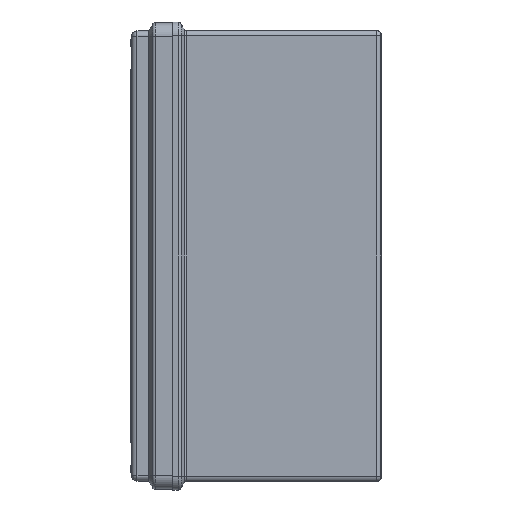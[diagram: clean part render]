
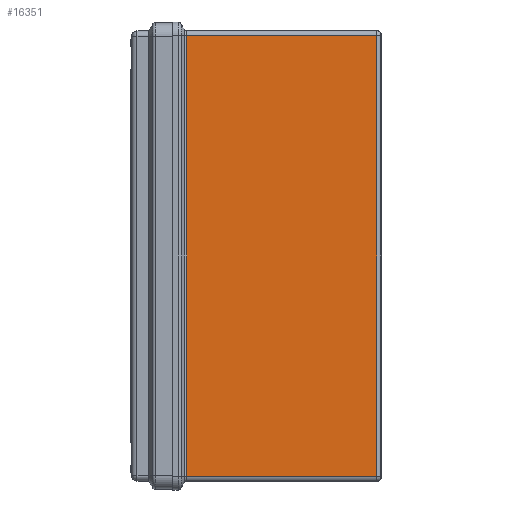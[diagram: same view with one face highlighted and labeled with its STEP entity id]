
A CAD part, left-side view. The second image highlights one B-rep face of the part: STEP entity #16351.
In plain terms, the highlighted planar face has unit normal (-1, 0, 0).
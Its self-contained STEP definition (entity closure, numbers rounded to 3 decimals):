
#4377 = EDGE_CURVE ( 'NONE', #62247, #62249, #25975, .T. ) ;
#4378 = EDGE_CURVE ( 'NONE', #62249, #62352, #25971, .T. ) ;
#4379 = EDGE_CURVE ( 'NONE', #62352, #62223, #25963, .T. ) ;
#4380 = EDGE_CURVE ( 'NONE', #62223, #62247, #25960, .T. ) ;
#16351 = ADVANCED_FACE ( 'NONE', ( #42276 ), #42277, .T. ) ;
#25958 = DIRECTION ( 'NONE',  ( 0., 0., -1. ) ) ;
#25959 = CARTESIAN_POINT ( 'NONE',  ( -82.1, -5.083, -82.1 ) ) ;
#25960 = LINE ( 'NONE', #25959, #69812 ) ;
#25961 = DIRECTION ( 'NONE',  ( 0., 1., 0. ) ) ;
#25962 = CARTESIAN_POINT ( 'NONE',  ( -82.1, -75.81, 80.3 ) ) ;
#25963 = LINE ( 'NONE', #25962, #69811 ) ;
#25964 = DIRECTION ( 'NONE',  ( 0., 0., 1. ) ) ;
#25965 = CARTESIAN_POINT ( 'NONE',  ( -82.1, -74.31, 80.3 ) ) ;
#25966 = DIRECTION ( 'NONE',  ( 0., -1., 0. ) ) ;
#25971 = LINE ( 'NONE', #25965, #69805 ) ;
#25975 = LINE ( 'NONE', #25989, #69807 ) ;
#25989 = CARTESIAN_POINT ( 'NONE',  ( -82.1, -75.81, -80.3 ) ) ;
#36550 = CARTESIAN_POINT ( 'NONE',  ( -82.1, -5.083, 80.3 ) ) ;
#36565 = CARTESIAN_POINT ( 'NONE',  ( -82.1, -5.083, -80.3 ) ) ;
#36566 = CARTESIAN_POINT ( 'NONE',  ( -82.1, -74.31, -80.3 ) ) ;
#36603 = CARTESIAN_POINT ( 'NONE',  ( -82.1, -74.31, 80.3 ) ) ;
#42269 = CARTESIAN_POINT ( 'NONE',  ( -82.1, -75.81, -82.1 ) ) ;
#42276 = FACE_OUTER_BOUND ( 'NONE', #62181, .T. ) ;
#42277 = PLANE ( 'NONE',  #70533 ) ;
#42280 = DIRECTION ( 'NONE',  ( -1., 0., 0. ) ) ;
#42281 = DIRECTION ( 'NONE',  ( 0., 0., 1. ) ) ;
#62181 = EDGE_LOOP ( 'NONE', ( #66234, #64140, #64194, #64261 ) ) ;
#62223 = VERTEX_POINT ( 'NONE', #36550 ) ;
#62247 = VERTEX_POINT ( 'NONE', #36565 ) ;
#62249 = VERTEX_POINT ( 'NONE', #36566 ) ;
#62352 = VERTEX_POINT ( 'NONE', #36603 ) ;
#64140 = ORIENTED_EDGE ( 'NONE', *, *, #4378, .T. ) ;
#64194 = ORIENTED_EDGE ( 'NONE', *, *, #4379, .T. ) ;
#64261 = ORIENTED_EDGE ( 'NONE', *, *, #4380, .T. ) ;
#66234 = ORIENTED_EDGE ( 'NONE', *, *, #4377, .T. ) ;
#69805 = VECTOR ( 'NONE', #25964, 1000. ) ;
#69807 = VECTOR ( 'NONE', #25966, 1000. ) ;
#69811 = VECTOR ( 'NONE', #25961, 1000. ) ;
#69812 = VECTOR ( 'NONE', #25958, 1000. ) ;
#70533 = AXIS2_PLACEMENT_3D ( 'NONE', #42269, #42280, #42281 ) ;
